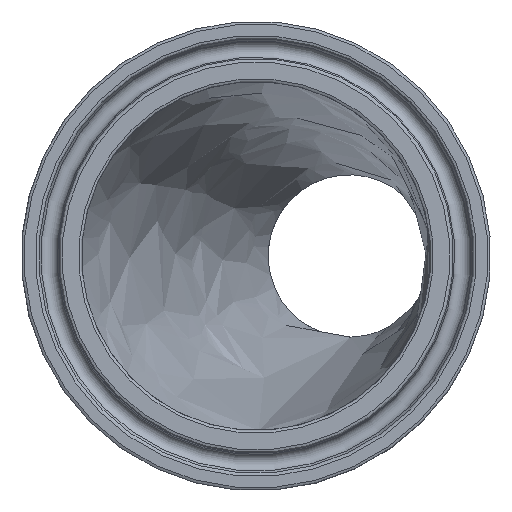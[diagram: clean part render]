
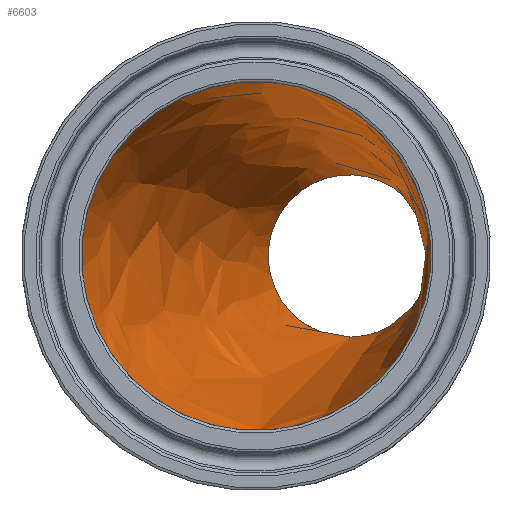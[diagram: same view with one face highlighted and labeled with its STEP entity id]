
A CAD part, left-side view. The second image highlights one B-rep face of the part: STEP entity #6603.
In plain terms, the highlighted free-form (B-spline) face has degree [1, 2] with [2, 9] control points.
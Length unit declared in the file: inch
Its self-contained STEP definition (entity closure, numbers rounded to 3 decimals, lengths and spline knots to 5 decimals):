
#38=(
BOUNDED_SURFACE()
B_SPLINE_SURFACE(1,2,((#14919,#14920,#14921,#14922,#14923,#14924,#14925,
#14926,#14927),(#14928,#14929,#14930,#14931,#14932,#14933,#14934,#14935,
#14936)),.UNSPECIFIED.,.F.,.T.,.F.)
B_SPLINE_SURFACE_WITH_KNOTS((2,2),(3,2,2,2,3),(-0.12353,4.40118),
(-3.14159,-1.5708,0.,1.5708,3.14159),
 .UNSPECIFIED.)
GEOMETRIC_REPRESENTATION_ITEM()
RATIONAL_B_SPLINE_SURFACE(((1.,0.707,1.,0.707,1.,
0.707,1.,0.707,1.),(1.,0.707,1.,0.707,
1.,0.707,1.,0.707,1.)))
REPRESENTATION_ITEM('')
SURFACE()
);
#913=CIRCLE('',#6870,0.935);
#914=CIRCLE('',#6871,0.935);
#915=CIRCLE('',#6872,0.435);
#916=CIRCLE('',#6873,0.435);
#1430=FACE_OUTER_BOUND('',#1850,.T.);
#1850=EDGE_LOOP('',(#5962,#5963,#5964,#5965,#5966,#5967));
#2357=B_SPLINE_CURVE_WITH_KNOTS('',1,(#14942,#14943),.UNSPECIFIED.,.F.,
 .F.,(2,2),(0.00187,4.34477),.UNSPECIFIED.);
#3018=VERTEX_POINT('',#14937);
#3019=VERTEX_POINT('',#14938);
#3020=VERTEX_POINT('',#14941);
#3021=VERTEX_POINT('',#14944);
#4004=EDGE_CURVE('',#3018,#3019,#913,.T.);
#4005=EDGE_CURVE('',#3019,#3018,#914,.T.);
#4006=EDGE_CURVE('',#3019,#3020,#2357,.T.);
#4007=EDGE_CURVE('',#3020,#3021,#915,.T.);
#4008=EDGE_CURVE('',#3021,#3020,#916,.T.);
#5962=ORIENTED_EDGE('',*,*,#4004,.F.);
#5963=ORIENTED_EDGE('',*,*,#4005,.F.);
#5964=ORIENTED_EDGE('',*,*,#4006,.T.);
#5965=ORIENTED_EDGE('',*,*,#4007,.T.);
#5966=ORIENTED_EDGE('',*,*,#4008,.T.);
#5967=ORIENTED_EDGE('',*,*,#4006,.F.);
#6603=ADVANCED_FACE('',(#1430),#38,.T.);
#6870=AXIS2_PLACEMENT_3D('',#14939,#7732,#7733);
#6871=AXIS2_PLACEMENT_3D('',#14940,#7734,#7735);
#6872=AXIS2_PLACEMENT_3D('',#14945,#7736,#7737);
#6873=AXIS2_PLACEMENT_3D('',#14946,#7738,#7739);
#7732=DIRECTION('center_axis',(1.,0.,0.));
#7733=DIRECTION('ref_axis',(0.,-0.015,1.));
#7734=DIRECTION('center_axis',(1.,0.,0.));
#7735=DIRECTION('ref_axis',(0.,-0.015,1.));
#7736=DIRECTION('center_axis',(1.,0.,0.));
#7737=DIRECTION('ref_axis',(0.,-0.3,0.954));
#7738=DIRECTION('center_axis',(1.,0.,0.));
#7739=DIRECTION('ref_axis',(0.,-0.3,0.954));
#14919=CARTESIAN_POINT('Ctrl Pts',(0.3845,-0.49995,
-0.94933));
#14920=CARTESIAN_POINT('Ctrl Pts',(0.49961,0.4351,
-0.94933));
#14921=CARTESIAN_POINT('Ctrl Pts',(0.49961,0.4351,
0.));
#14922=CARTESIAN_POINT('Ctrl Pts',(0.49961,0.4351,
0.94933));
#14923=CARTESIAN_POINT('Ctrl Pts',(0.3845,-0.49995,
0.94933));
#14924=CARTESIAN_POINT('Ctrl Pts',(0.26939,-1.435,
0.94933));
#14925=CARTESIAN_POINT('Ctrl Pts',(0.26939,-1.435,
0.));
#14926=CARTESIAN_POINT('Ctrl Pts',(0.26939,-1.435,
-0.94933));
#14927=CARTESIAN_POINT('Ctrl Pts',(0.3845,-0.49995,
-0.94933));
#14928=CARTESIAN_POINT('Ctrl Pts',(4.55195,-1.01299,-0.42846));
#14929=CARTESIAN_POINT('Ctrl Pts',(4.6039,-0.59098,
-0.42846));
#14930=CARTESIAN_POINT('Ctrl Pts',(4.6039,-0.59098,
0.));
#14931=CARTESIAN_POINT('Ctrl Pts',(4.6039,-0.59098,
0.42846));
#14932=CARTESIAN_POINT('Ctrl Pts',(4.55195,-1.01299,0.42846));
#14933=CARTESIAN_POINT('Ctrl Pts',(4.5,-1.435,0.42846));
#14934=CARTESIAN_POINT('Ctrl Pts',(4.5,-1.435,0.));
#14935=CARTESIAN_POINT('Ctrl Pts',(4.5,-1.435,-0.42846));
#14936=CARTESIAN_POINT('Ctrl Pts',(4.55195,-1.01299,-0.42846));
#14937=CARTESIAN_POINT('',(0.5,-1.435,0.));
#14938=CARTESIAN_POINT('',(0.5,-0.51417,-0.93489));
#14939=CARTESIAN_POINT('Origin',(0.5,-0.5,0.));
#14940=CARTESIAN_POINT('Origin',(0.5,-0.5,0.));
#14941=CARTESIAN_POINT('',(4.5,-1.00659,-0.43495));
#14942=CARTESIAN_POINT('Ctrl Pts',(0.5,-0.51417,
-0.93489));
#14943=CARTESIAN_POINT('Ctrl Pts',(4.5,-1.00659,-0.43495));
#14944=CARTESIAN_POINT('',(4.5,-1.435,0.));
#14945=CARTESIAN_POINT('Origin',(4.5,-1.,0.));
#14946=CARTESIAN_POINT('Origin',(4.5,-1.,0.));
